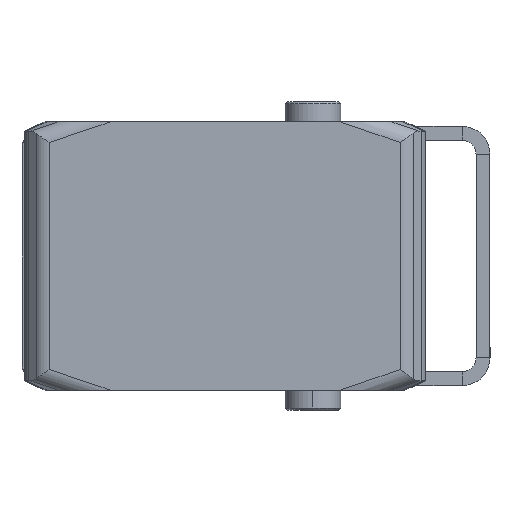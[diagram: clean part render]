
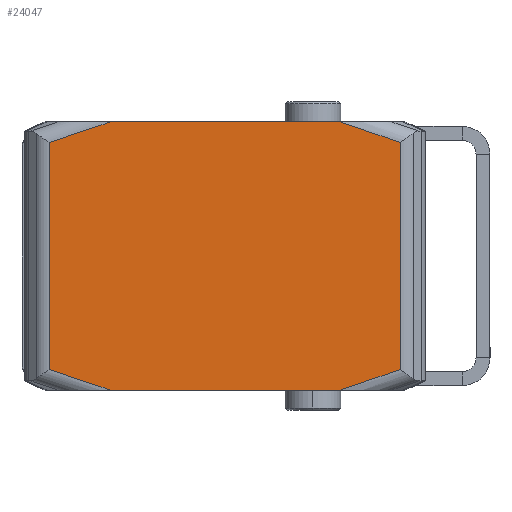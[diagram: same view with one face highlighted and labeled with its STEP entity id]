
A CAD part, left-side view. The second image highlights one B-rep face of the part: STEP entity #24047.
In plain terms, the highlighted face is planar.
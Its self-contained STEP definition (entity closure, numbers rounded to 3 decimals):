
#559 = VERTEX_POINT ( 'NONE', #21808 ) ;
#620 = VECTOR ( 'NONE', #18472, 1000. ) ;
#621 = VECTOR ( 'NONE', #35645, 1000. ) ;
#1091 = VECTOR ( 'NONE', #8524, 1000. ) ;
#1293 = VERTEX_POINT ( 'NONE', #16694 ) ;
#1373 = VECTOR ( 'NONE', #22833, 1000. ) ;
#2437 = DIRECTION ( 'NONE',  ( -0.003, 1., 0. ) ) ;
#2990 = LINE ( 'NONE', #34248, #25225 ) ;
#3097 = ORIENTED_EDGE ( 'NONE', *, *, #6035, .T. ) ;
#4135 = VERTEX_POINT ( 'NONE', #32581 ) ;
#4151 = VERTEX_POINT ( 'NONE', #29587 ) ;
#4291 = LINE ( 'NONE', #8192, #8416 ) ;
#5017 = CARTESIAN_POINT ( 'NONE',  ( -66.123, -35.877, 38.5 ) ) ;
#6035 = EDGE_CURVE ( 'NONE', #4135, #31230, #34395, .T. ) ;
#6700 = LINE ( 'NONE', #26929, #21574 ) ;
#8038 = EDGE_CURVE ( 'NONE', #4151, #1293, #26255, .T. ) ;
#8192 = CARTESIAN_POINT ( 'NONE',  ( -64.941, -35.873, 32.195 ) ) ;
#8416 = VECTOR ( 'NONE', #15321, 1000. ) ;
#8524 = DIRECTION ( 'NONE',  ( -0.948, -0.003, 0.319 ) ) ;
#13577 = DIRECTION ( 'NONE',  ( -0.945, -0.003, 0.327 ) ) ;
#14164 = ORIENTED_EDGE ( 'NONE', *, *, #38177, .T. ) ;
#15321 = DIRECTION ( 'NONE',  ( -0.948, -0.003, -0.319 ) ) ;
#16694 = CARTESIAN_POINT ( 'NONE',  ( 19.274, -35.591, 38.5 ) ) ;
#18472 = DIRECTION ( 'NONE',  ( 1., 0.003, 0. ) ) ;
#19227 = ORIENTED_EDGE ( 'NONE', *, *, #36360, .T. ) ;
#20567 = FACE_OUTER_BOUND ( 'NONE', #44897, .T. ) ;
#21574 = VECTOR ( 'NONE', #44640, 1000. ) ;
#21808 = CARTESIAN_POINT ( 'NONE',  ( -46.232, -35.81, -38.5 ) ) ;
#22601 = CARTESIAN_POINT ( 'NONE',  ( -66.123, -35.877, -38.5 ) ) ;
#22833 = DIRECTION ( 'NONE',  ( 1., 0.003, 0. ) ) ;
#23977 = ORIENTED_EDGE ( 'NONE', *, *, #24719, .F. ) ;
#24047 = ADVANCED_FACE ( 'NONE', ( #20567 ), #44715, .F. ) ;
#24719 = EDGE_CURVE ( 'NONE', #559, #45229, #40251, .T. ) ;
#25225 = VECTOR ( 'NONE', #13577, 1000. ) ;
#25286 = CARTESIAN_POINT ( 'NONE',  ( 29.474, -35.557, -34.968 ) ) ;
#25538 = EDGE_CURVE ( 'NONE', #4151, #40744, #4291, .T. ) ;
#26255 = LINE ( 'NONE', #40298, #620 ) ;
#26929 = CARTESIAN_POINT ( 'NONE',  ( -63.986, -35.87, 38.5 ) ) ;
#27498 = DIRECTION ( 'NONE',  ( 0., 0., 1. ) ) ;
#29587 = CARTESIAN_POINT ( 'NONE',  ( -46.232, -35.81, 38.5 ) ) ;
#30721 = CARTESIAN_POINT ( 'NONE',  ( -63.986, -35.87, 32.517 ) ) ;
#30779 = ORIENTED_EDGE ( 'NONE', *, *, #8038, .F. ) ;
#31135 = EDGE_CURVE ( 'NONE', #4135, #31601, #32646, .T. ) ;
#31230 = VERTEX_POINT ( 'NONE', #44374 ) ;
#31601 = VERTEX_POINT ( 'NONE', #43340 ) ;
#32581 = CARTESIAN_POINT ( 'NONE',  ( 36.553, -35.533, -32.517 ) ) ;
#32646 = LINE ( 'NONE', #25286, #621 ) ;
#33410 = LINE ( 'NONE', #22601, #1373 ) ;
#34248 = CARTESIAN_POINT ( 'NONE',  ( 29.474, -35.557, 34.968 ) ) ;
#34395 = LINE ( 'NONE', #40856, #45272 ) ;
#35645 = DIRECTION ( 'NONE',  ( -0.945, -0.003, -0.327 ) ) ;
#36360 = EDGE_CURVE ( 'NONE', #31230, #1293, #2990, .T. ) ;
#36956 = ORIENTED_EDGE ( 'NONE', *, *, #44337, .T. ) ;
#37365 = DIRECTION ( 'NONE',  ( -1., -0.003, 0. ) ) ;
#38177 = EDGE_CURVE ( 'NONE', #559, #31601, #33410, .T. ) ;
#40023 = CARTESIAN_POINT ( 'NONE',  ( -64.941, -35.873, -32.195 ) ) ;
#40251 = LINE ( 'NONE', #40023, #1091 ) ;
#40298 = CARTESIAN_POINT ( 'NONE',  ( -66.123, -35.877, 38.5 ) ) ;
#40686 = AXIS2_PLACEMENT_3D ( 'NONE', #5017, #2437, #37365 ) ;
#40744 = VERTEX_POINT ( 'NONE', #30721 ) ;
#40856 = CARTESIAN_POINT ( 'NONE',  ( 36.553, -35.533, 38.5 ) ) ;
#41317 = CARTESIAN_POINT ( 'NONE',  ( -63.986, -35.87, -32.517 ) ) ;
#43340 = CARTESIAN_POINT ( 'NONE',  ( 19.274, -35.591, -38.5 ) ) ;
#43394 = ORIENTED_EDGE ( 'NONE', *, *, #25538, .T. ) ;
#43905 = ORIENTED_EDGE ( 'NONE', *, *, #31135, .F. ) ;
#44337 = EDGE_CURVE ( 'NONE', #40744, #45229, #6700, .T. ) ;
#44374 = CARTESIAN_POINT ( 'NONE',  ( 36.553, -35.533, 32.517 ) ) ;
#44640 = DIRECTION ( 'NONE',  ( 0., 0., -1. ) ) ;
#44715 = PLANE ( 'NONE',  #40686 ) ;
#44897 = EDGE_LOOP ( 'NONE', ( #3097, #19227, #30779, #43394, #36956, #23977, #14164, #43905 ) ) ;
#45229 = VERTEX_POINT ( 'NONE', #41317 ) ;
#45272 = VECTOR ( 'NONE', #27498, 1000. ) ;
